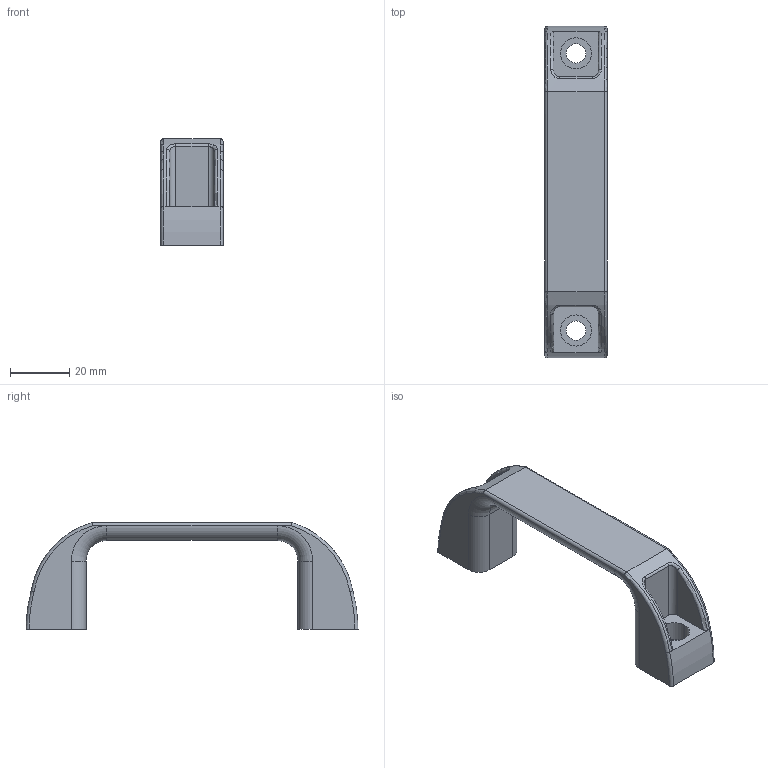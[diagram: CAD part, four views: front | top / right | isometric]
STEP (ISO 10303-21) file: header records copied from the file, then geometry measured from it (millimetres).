
FILE_DESCRIPTION (( 'STEP AP203' ), '1' );
FILE_NAME ('47065T595_Red Plastic Pull Handle.STEP', '2021-07-09T06:45:29', ( 'Administrator' ), ( 'Managed by Terraform' ), 'SwSTEP 2.0', 'SolidWorks 2017', '' );
FILE_SCHEMA (( 'CONFIG_CONTROL_DESIGN' ));
Length unit declared in the file: inch
Products named in the file (1): 47065T595_Red Plastic Pull Handle
Bounding box: 21 x 112 x 36 mm (x, y, z)
Volume: 22458.9 mm3; surface area: 10772.5 mm2
Topology: 1 solids, 1 shells, 68 faces, 160 edges, 96 vertices
Faces by surface type: cylinder 28, plane 20, torus 16, bspline 4
Entity records: 3140 total; most frequent: CARTESIAN_POINT 1534, ORIENTED_EDGE 320, DIRECTION 314, EDGE_CURVE 160, AXIS2_PLACEMENT_3D 125, VERTEX_POINT 96, EDGE_LOOP 74, FACE_OUTER_BOUND 68
